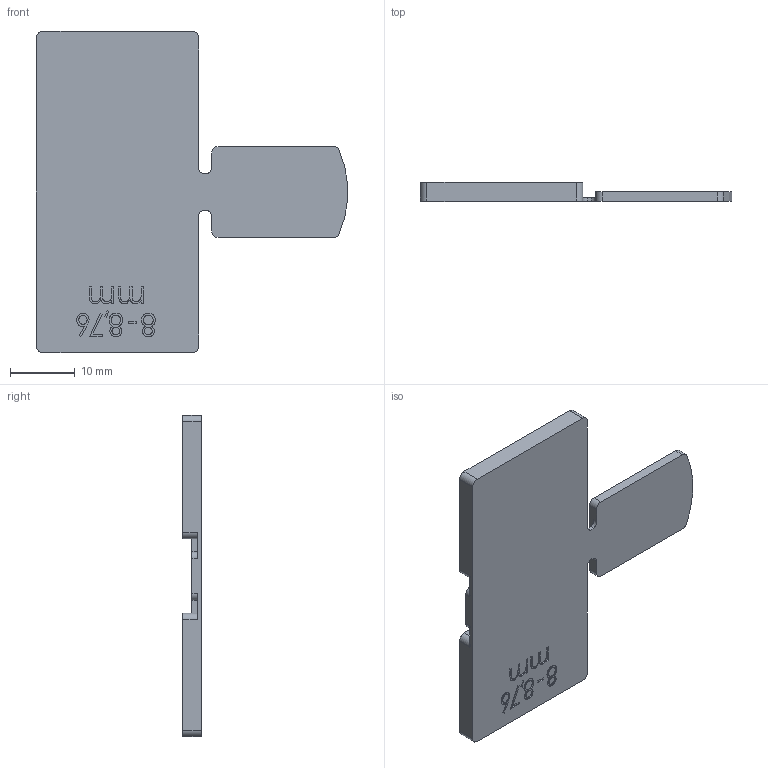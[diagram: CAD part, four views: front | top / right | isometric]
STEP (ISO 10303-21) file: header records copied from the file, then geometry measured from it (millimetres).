
FILE_DESCRIPTION (( 'STEP AP203' ), '1' );
FILE_NAME ('A19_07-009.STEP', '2019-06-05T06:08:46', ( '' ), ( '' ), 'SwSTEP 2.0', 'SolidWorks 2013', '' );
FILE_SCHEMA (( 'CONFIG_CONTROL_DESIGN' ));
Length unit declared in the file: millimetre
Products named in the file (1): A19_07-009
Bounding box: 47.95 x 2.9 x 49.5 mm (x, y, z)
Volume: 3523.7 mm3; surface area: 3727.7 mm2
Topology: 1 solids, 1 shells, 155 faces, 420 edges, 280 vertices
Faces by surface type: plane 73, bspline 61, cylinder 21
Entity records: 8071 total; most frequent: CARTESIAN_POINT 4461, ORIENTED_EDGE 840, DIRECTION 530, EDGE_CURVE 420, VERTEX_POINT 280, LINE 256, VECTOR 256, EDGE_LOOP 168
